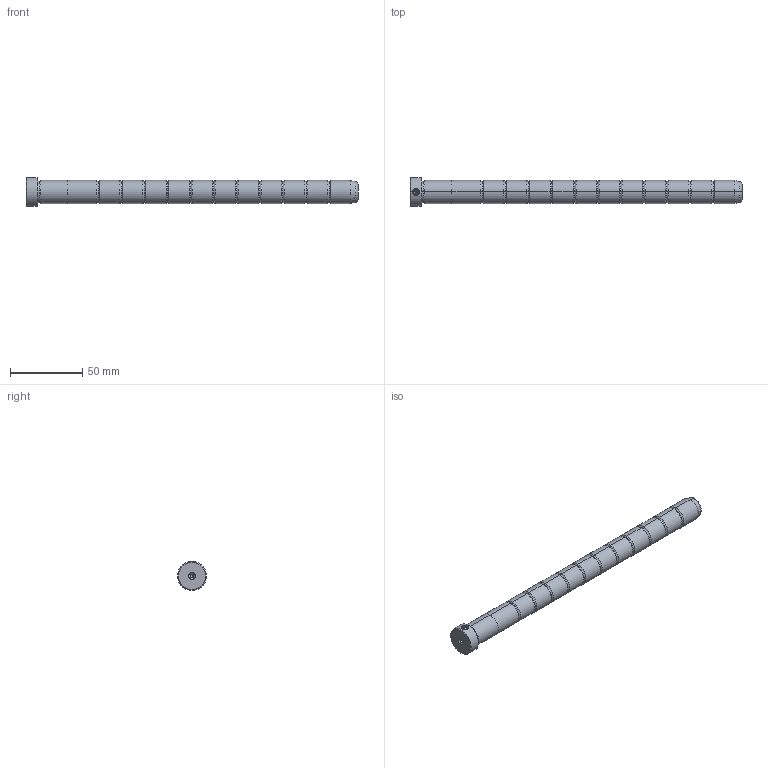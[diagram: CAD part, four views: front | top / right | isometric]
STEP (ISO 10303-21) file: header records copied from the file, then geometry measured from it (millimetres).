
FILE_DESCRIPTION (( 'STEP AP214' ), '1' );
FILE_NAME ('SPN-d16-L230.step', '2021-11-03T06:51:53', ( 'User' ), ( 'china' ), 'SwSTEP 2.0', 'SolidWorks 2016', '' );
FILE_SCHEMA (( 'AUTOMOTIVE_DESIGN' ));
Length unit declared in the file: millimetre
Products named in the file (1): SPN-d16-L230
Bounding box: 230 x 20 x 20 mm (x, y, z)
Volume: 44881.5 mm3; surface area: 13165.3 mm2
Topology: 1 solids, 1 shells, 128 faces, 276 edges, 152 vertices
Faces by surface type: torus 50, cylinder 47, cone 18, plane 13
Entity records: 3688 total; most frequent: CARTESIAN_POINT 829, DIRECTION 666, ORIENTED_EDGE 544, AXIS2_PLACEMENT_3D 293, EDGE_CURVE 272, CIRCLE 164, VERTEX_POINT 152, EDGE_LOOP 134
